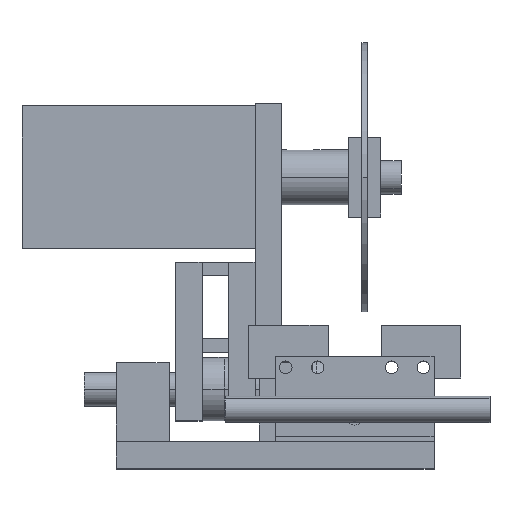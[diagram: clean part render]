
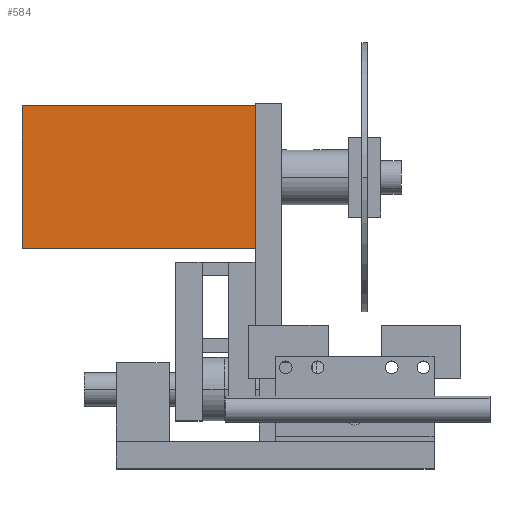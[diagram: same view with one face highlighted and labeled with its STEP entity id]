
A CAD part, top view. The second image highlights one B-rep face of the part: STEP entity #584.
In plain terms, the highlighted planar face has unit normal (0, 0, 1).
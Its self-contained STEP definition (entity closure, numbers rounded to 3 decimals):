
#584 = ADVANCED_FACE ( 'NONE', ( #2748 ), #9299, .F. ) ;
#1662 = EDGE_CURVE ( 'NONE', #8221, #8289, #4234, .T. ) ;
#1681 = EDGE_CURVE ( 'NONE', #8197, #8470, #4256, .T. ) ;
#1686 = EDGE_CURVE ( 'NONE', #8197, #8221, #4270, .T. ) ;
#1694 = EDGE_CURVE ( 'NONE', #8470, #8289, #4281, .T. ) ;
#1831 = AXIS2_PLACEMENT_3D ( 'NONE', #9485, #9335, #9589 ) ;
#2748 = FACE_OUTER_BOUND ( 'NONE', #10487, .T. ) ;
#3824 = DIRECTION ( 'NONE',  ( -1., 0., 0. ) ) ;
#3860 = CARTESIAN_POINT ( 'NONE',  ( 220., 0., 0. ) ) ;
#4232 = VECTOR ( 'NONE', #3824, 1000. ) ;
#4234 = LINE ( 'NONE', #3860, #4232 ) ;
#4256 = LINE ( 'NONE', #7871, #4260 ) ;
#4260 = VECTOR ( 'NONE', #7857, 1000. ) ;
#4270 = LINE ( 'NONE', #7848, #4271 ) ;
#4271 = VECTOR ( 'NONE', #7876, 1000. ) ;
#4281 = LINE ( 'NONE', #7891, #4284 ) ;
#4284 = VECTOR ( 'NONE', #7889, 1000. ) ;
#4621 = CARTESIAN_POINT ( 'NONE',  ( 0., 135., 0. ) ) ;
#7023 = CARTESIAN_POINT ( 'NONE',  ( 220., 0., 0. ) ) ;
#7093 = CARTESIAN_POINT ( 'NONE',  ( 0., 0., 0. ) ) ;
#7120 = CARTESIAN_POINT ( 'NONE',  ( 220., 135., 0. ) ) ;
#7848 = CARTESIAN_POINT ( 'NONE',  ( 220., 0., 0. ) ) ;
#7857 = DIRECTION ( 'NONE',  ( -1., 0., 0. ) ) ;
#7871 = CARTESIAN_POINT ( 'NONE',  ( 220., 135., 0. ) ) ;
#7876 = DIRECTION ( 'NONE',  ( 0., -1., 0. ) ) ;
#7889 = DIRECTION ( 'NONE',  ( 0., -1., 0. ) ) ;
#7891 = CARTESIAN_POINT ( 'NONE',  ( 0., 0., 0. ) ) ;
#8040 = ORIENTED_EDGE ( 'NONE', *, *, #1686, .F. ) ;
#8077 = ORIENTED_EDGE ( 'NONE', *, *, #1694, .T. ) ;
#8081 = ORIENTED_EDGE ( 'NONE', *, *, #1681, .T. ) ;
#8084 = ORIENTED_EDGE ( 'NONE', *, *, #1662, .F. ) ;
#8197 = VERTEX_POINT ( 'NONE', #7120 ) ;
#8221 = VERTEX_POINT ( 'NONE', #7023 ) ;
#8289 = VERTEX_POINT ( 'NONE', #7093 ) ;
#8470 = VERTEX_POINT ( 'NONE', #4621 ) ;
#9299 = PLANE ( 'NONE',  #1831 ) ;
#9335 = DIRECTION ( 'NONE',  ( 0., 0., -1. ) ) ;
#9485 = CARTESIAN_POINT ( 'NONE',  ( 220., 0., 0. ) ) ;
#9589 = DIRECTION ( 'NONE',  ( -1., 0., 0. ) ) ;
#10487 = EDGE_LOOP ( 'NONE', ( #8077, #8084, #8040, #8081 ) ) ;
